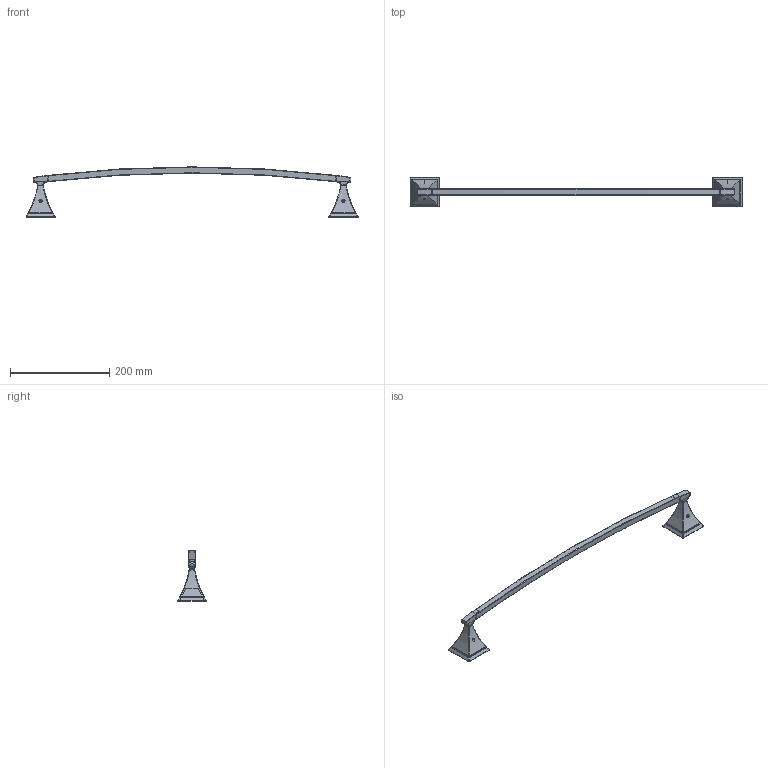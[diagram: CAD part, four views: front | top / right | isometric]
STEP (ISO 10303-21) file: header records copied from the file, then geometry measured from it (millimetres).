
FILE_DESCRIPTION((''),'2;1');
FILE_NAME('4903_ASM','2014-05-21T',('ravindrashirol'),(''),'PRO/ENGINEER BY PARAMETRIC TECHNOLOGY CORPORATION, 2012230','PRO/ENGINEER BY PARAMETRIC TECHNOLOGY CORPORATION, 2012230','');
FILE_SCHEMA(('CONFIG_CONTROL_DESIGN'));
Length unit declared in the file: inch
Products named in the file (25): 40506_AF0; 6XXB_AF0; 92527; 92274_AF0; 92274_AF1; 91479_AF0; 91479_AF1; 91460_AF0; 91460_AF1; 1-206_AF0_ASM; 40506_AF1; 6XXB_AF1; 92274_AF2; 92274_AF3; 91479_AF2; 91479_AF3; 91460_AF2; 91460_AF3; 1-206_AF1_ASM; 40507_AF0; 40507_AF1; 40509; 91049; 92031; 4903_ASM
Assembly tree (29 placements, depth 3):
  4903_ASM
    40506_AF0
    6XXB_AF0
    92527  x2
    1-206_AF0_ASM
      92274_AF0
      92274_AF1
      91479_AF0
      91479_AF1
      91460_AF0
      91460_AF1
    40506_AF1
    6XXB_AF1
    1-206_AF1_ASM
      92274_AF2
      92274_AF3
      91479_AF2
      91479_AF3
      91460_AF2
      91460_AF3
    40507_AF0
    40507_AF1
    40509
    91049  x4
    92031  x2
Bounding box: 668.02 x 58.42 x 101.18 mm (x, y, z)
Volume: 109285.2 mm3; surface area: 146163.8 mm2
Topology: 15 solids, 20 shells, 1532 faces, 3774 edges, 2302 vertices
Faces by surface type: plane 450, bspline 442, cylinder 390, cone 116, sphere 70, torus 56, extrusion 8
Entity records: 73605 total; most frequent: CARTESIAN_POINT 43957, ORIENTED_EDGE 6704, DIRECTION 5013, EDGE_CURVE 3386, VERTEX_POINT 2077, AXIS2_PLACEMENT_3D 1770, VECTOR 1473, LINE 1465
